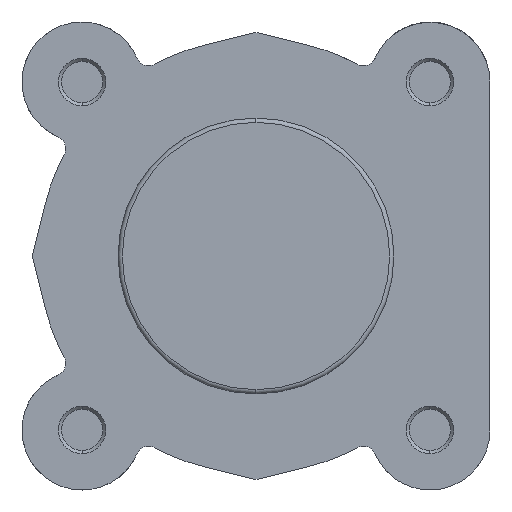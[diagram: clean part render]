
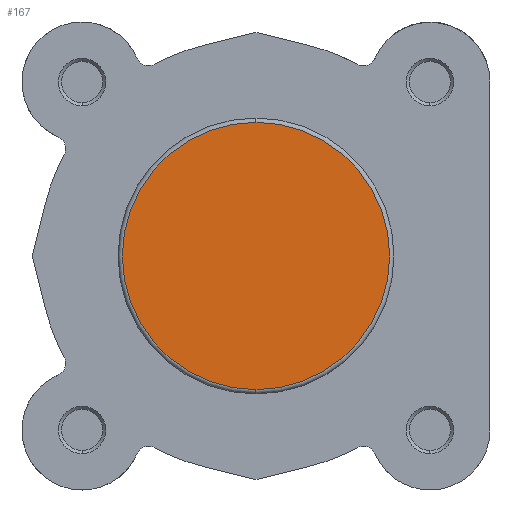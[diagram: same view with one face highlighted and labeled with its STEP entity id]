
A CAD part, left-side view. The second image highlights one B-rep face of the part: STEP entity #167.
In plain terms, the highlighted planar face has unit normal (-1, 0, 0).
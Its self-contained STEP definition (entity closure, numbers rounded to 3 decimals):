
#167 = ADVANCED_FACE ( 'NONE', ( #3676 ), #6145, .F. ) ;
#528 = CIRCLE ( 'NONE', #5123, 21.7 ) ;
#608 = CIRCLE ( 'NONE', #5156, 21.7 ) ;
#1243 = CARTESIAN_POINT ( 'NONE',  ( 0., 0., 0. ) ) ;
#1244 = DIRECTION ( 'NONE',  ( -1., 0., 0. ) ) ;
#1245 = DIRECTION ( 'NONE',  ( 0., 0., -1. ) ) ;
#2483 = CARTESIAN_POINT ( 'NONE',  ( 0., 0., 21.7 ) ) ;
#2492 = CARTESIAN_POINT ( 'NONE',  ( 0., 0., -21.7 ) ) ;
#2859 = ORIENTED_EDGE ( 'NONE', *, *, #4435, .T. ) ;
#2860 = ORIENTED_EDGE ( 'NONE', *, *, #4381, .T. ) ;
#3171 = EDGE_LOOP ( 'NONE', ( #2860, #2859 ) ) ;
#3676 = FACE_OUTER_BOUND ( 'NONE', #3171, .T. ) ;
#4381 = EDGE_CURVE ( 'NONE', #7248, #7239, #528, .T. ) ;
#4435 = EDGE_CURVE ( 'NONE', #7239, #7248, #608, .T. ) ;
#4992 = AXIS2_PLACEMENT_3D ( 'NONE', #6144, #6147, #6148 ) ;
#5123 = AXIS2_PLACEMENT_3D ( 'NONE', #6712, #6718, #6719 ) ;
#5156 = AXIS2_PLACEMENT_3D ( 'NONE', #1243, #1244, #1245 ) ;
#6144 = CARTESIAN_POINT ( 'NONE',  ( 0., 22.4, 0. ) ) ;
#6145 = PLANE ( 'NONE',  #4992 ) ;
#6147 = DIRECTION ( 'NONE',  ( 1., 0., 0. ) ) ;
#6148 = DIRECTION ( 'NONE',  ( 0., 0., -1. ) ) ;
#6712 = CARTESIAN_POINT ( 'NONE',  ( 0., 0., 0. ) ) ;
#6718 = DIRECTION ( 'NONE',  ( -1., 0., 0. ) ) ;
#6719 = DIRECTION ( 'NONE',  ( 0., 0., -1. ) ) ;
#7239 = VERTEX_POINT ( 'NONE', #2483 ) ;
#7248 = VERTEX_POINT ( 'NONE', #2492 ) ;
